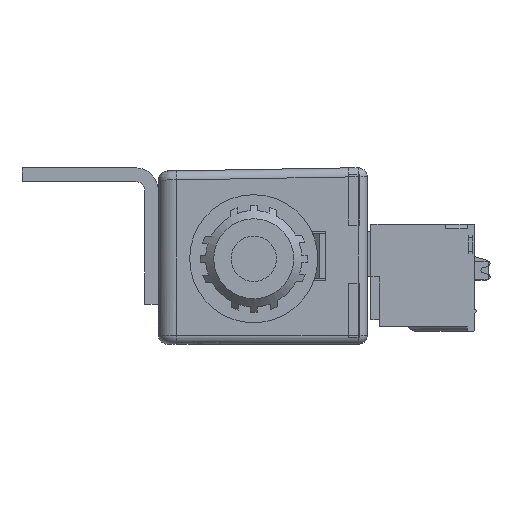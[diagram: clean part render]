
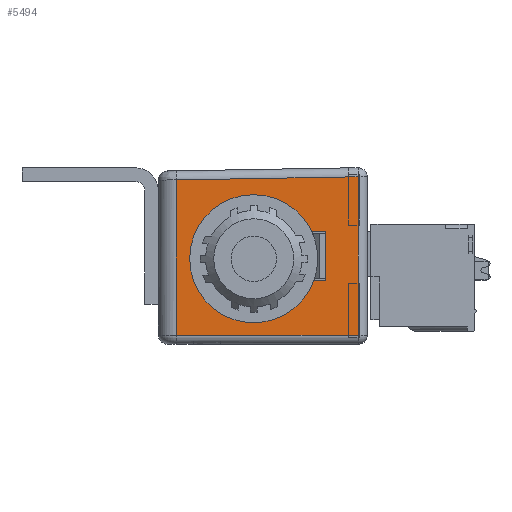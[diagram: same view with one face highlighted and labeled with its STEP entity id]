
A CAD part, front view. The second image highlights one B-rep face of the part: STEP entity #5494.
In plain terms, the highlighted planar face has unit normal (0, -1, 0).
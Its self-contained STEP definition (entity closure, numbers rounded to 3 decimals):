
#5494=ADVANCED_FACE('',(#10881,#10882,#10883),#8121,.F.);
#8121=PLANE('',#53618);
#9558=CIRCLE('',#53570,5.8);
#10881=FACE_BOUND('',#12124,.T.);
#10882=FACE_BOUND('',#12125,.T.);
#10883=FACE_BOUND('',#12126,.T.);
#12124=EDGE_LOOP('',(#19829,#19830,#19831,#19832,#19833));
#12125=EDGE_LOOP('',(#19834));
#12126=EDGE_LOOP('',(#19835,#19836,#19837,#19838));
#19829=ORIENTED_EDGE('',*,*,#36698,.T.);
#19830=ORIENTED_EDGE('',*,*,#36087,.T.);
#19831=ORIENTED_EDGE('',*,*,#36061,.T.);
#19832=ORIENTED_EDGE('',*,*,#36707,.T.);
#19833=ORIENTED_EDGE('',*,*,#36638,.T.);
#19834=ORIENTED_EDGE('',*,*,#36637,.F.);
#19835=ORIENTED_EDGE('',*,*,#36697,.F.);
#19836=ORIENTED_EDGE('',*,*,#36672,.T.);
#19837=ORIENTED_EDGE('',*,*,#36675,.F.);
#19838=ORIENTED_EDGE('',*,*,#36678,.F.);
#30566=VERTEX_POINT('',#76999);
#30578=VERTEX_POINT('',#77033);
#30580=VERTEX_POINT('',#77041);
#30940=VERTEX_POINT('',#78855);
#30941=VERTEX_POINT('',#78858);
#30942=VERTEX_POINT('',#78859);
#30959=VERTEX_POINT('',#78951);
#30962=VERTEX_POINT('',#78956);
#30964=VERTEX_POINT('',#78962);
#30966=VERTEX_POINT('',#78968);
#36061=EDGE_CURVE('',#30566,#30578,#43112,.T.);
#36087=EDGE_CURVE('',#30580,#30566,#43131,.T.);
#36637=EDGE_CURVE('',#30940,#30940,#9558,.T.);
#36638=EDGE_CURVE('',#30941,#30942,#43569,.T.);
#36672=EDGE_CURVE('',#30959,#30962,#43585,.T.);
#36675=EDGE_CURVE('',#30964,#30962,#43588,.T.);
#36678=EDGE_CURVE('',#30966,#30964,#43591,.T.);
#36697=EDGE_CURVE('',#30959,#30966,#43610,.T.);
#36698=EDGE_CURVE('',#30942,#30580,#43611,.T.);
#36707=EDGE_CURVE('',#30578,#30941,#43616,.T.);
#43112=LINE('',#77032,#48622);
#43131=LINE('',#77084,#48641);
#43569=LINE('',#78857,#49117);
#43585=LINE('',#78957,#49133);
#43588=LINE('',#78963,#49136);
#43591=LINE('',#78969,#49139);
#43610=LINE('',#79007,#49158);
#43611=LINE('',#79009,#49159);
#43616=LINE('',#79024,#49164);
#48622=VECTOR('',#60501,1.);
#48641=VECTOR('',#60554,1.);
#49117=VECTOR('',#61474,1.);
#49133=VECTOR('',#61542,1.);
#49136=VECTOR('',#61547,1.);
#49139=VECTOR('',#61552,1.);
#49158=VECTOR('',#61581,1.);
#49159=VECTOR('',#61584,1.);
#49164=VECTOR('',#61601,1.);
#53570=AXIS2_PLACEMENT_3D('',#78854,#61470,#61471);
#53618=AXIS2_PLACEMENT_3D('',#79048,#61625,#61626);
#60501=DIRECTION('',(-1.,0.,0.));
#60554=DIRECTION('',(0.,0.,1.));
#61470=DIRECTION('',(0.,-1.,0.));
#61471=DIRECTION('',(-1.,0.,0.));
#61474=DIRECTION('',(0.,0.,-1.));
#61542=DIRECTION('',(-1.,0.,0.));
#61547=DIRECTION('',(0.,0.,-1.));
#61552=DIRECTION('',(-1.,0.,0.));
#61581=DIRECTION('',(0.,0.,1.));
#61584=DIRECTION('',(1.,0.,0.));
#61601=DIRECTION('',(-1.,0.,-0.017));
#61625=DIRECTION('',(0.,1.,0.));
#61626=DIRECTION('',(0.,0.,-1.));
#76999=CARTESIAN_POINT('',(-346.597,-142.683,0.2));
#77032=CARTESIAN_POINT('',(-346.597,-142.683,0.2));
#77033=CARTESIAN_POINT('',(-347.697,-142.683,0.2));
#77041=CARTESIAN_POINT('',(-346.597,-142.683,-17.2));
#77084=CARTESIAN_POINT('',(-346.597,-142.683,-18.2));
#78854=CARTESIAN_POINT('',(-358.097,-142.683,-8.8));
#78855=CARTESIAN_POINT('',(-363.897,-142.683,-8.8));
#78857=CARTESIAN_POINT('',(-366.597,-142.683,-18.2));
#78858=CARTESIAN_POINT('',(-366.597,-142.683,-0.13));
#78859=CARTESIAN_POINT('',(-366.597,-142.683,-17.2));
#78951=CARTESIAN_POINT('',(-350.197,-142.683,-11.156));
#78956=CARTESIAN_POINT('',(-351.797,-142.683,-11.156));
#78957=CARTESIAN_POINT('',(-351.897,-142.683,-11.156));
#78962=CARTESIAN_POINT('',(-351.797,-142.683,-5.856));
#78963=CARTESIAN_POINT('',(-351.797,-142.683,-8.506));
#78968=CARTESIAN_POINT('',(-350.197,-142.683,-5.856));
#78969=CARTESIAN_POINT('',(-347.197,-142.683,-5.856));
#79007=CARTESIAN_POINT('',(-350.197,-142.683,-11.34));
#79009=CARTESIAN_POINT('',(-347.697,-142.683,-17.2));
#79024=CARTESIAN_POINT('',(-346.918,-142.683,0.213));
#79048=CARTESIAN_POINT('',(-346.597,-142.683,-18.2));
